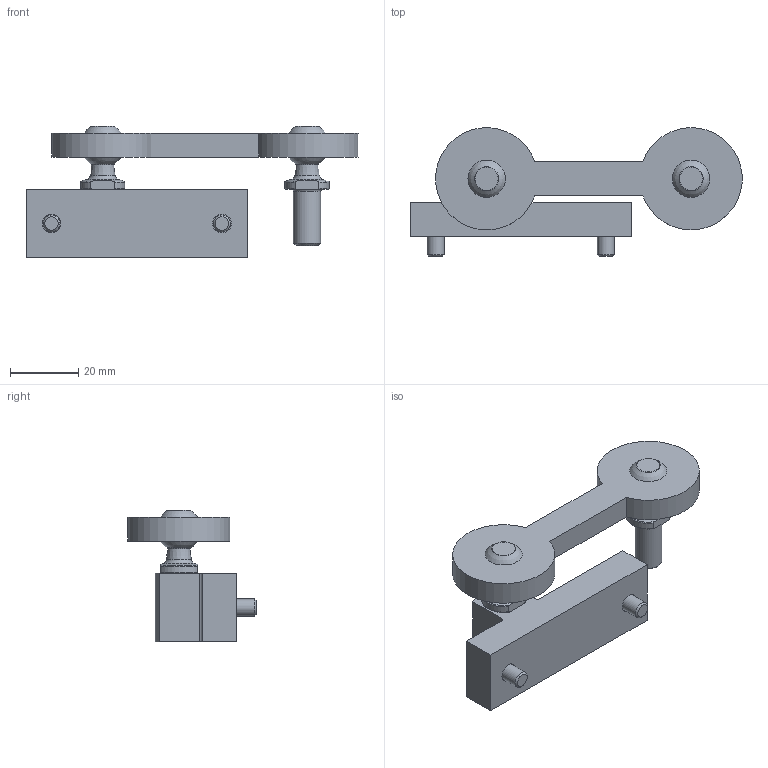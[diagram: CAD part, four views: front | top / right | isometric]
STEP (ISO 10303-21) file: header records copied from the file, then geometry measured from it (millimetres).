
FILE_DESCRIPTION(/* description */ ('STEP AP214'),/* implementation_level */ '2;1');
FILE_NAME(/* name */ '538714_FKC-18',/* time_stamp */ '2024-08-28T13:49:39+02:00',/* author */ ('License CC BY-ND 4.0'),/* organization */ ('CADENAS'),/* preprocessor_version */ 'ST-DEVELOPER v19.3',/* originating_system */ 'PARTsolutions',/* authorisation */ ' ');
FILE_SCHEMA (('AUTOMOTIVE_DESIGN {1 0 10303 214 3 1 1}'));
Length unit declared in the file: millimetre
Products named in the file (5): 538714 FKC-18---(65_0); 679422 FKC-1865018---(PL); DIN-71803 - C - C13; 695601FKC-18/401200---(G); DIN-912 - M5x10(F)
Assembly tree (6 placements, depth 2):
  538714 FKC-18---(65_0)
    679422 FKC-1865018---(PL)
    DIN-71803 - C - C13  x2
    695601FKC-18/401200---(G)
    DIN-912 - M5x10(F)  x2
Bounding box: 97.45 x 37.69 x 38.5 mm (x, y, z)
Volume: 31071.2 mm3; surface area: 14606.6 mm2
Topology: 6 solids, 6 shells, 127 faces, 264 edges, 156 vertices
Faces by surface type: plane 56, cone 30, cylinder 21, torus 16, sphere 4
Full cylindrical faces by diameter (mm): 5 x2, 5.5 x2, 6.647 x1, 8 x2, 8.1 x1, 8.5 x2, 10 x2
Entity records: 2143 total; most frequent: CARTESIAN_POINT 387, DIRECTION 360, ORIENTED_EDGE 276, AXIS2_PLACEMENT_3D 152, EDGE_CURVE 138, FACE_BOUND 121, EDGE_LOOP 120, VERTEX_POINT 99
